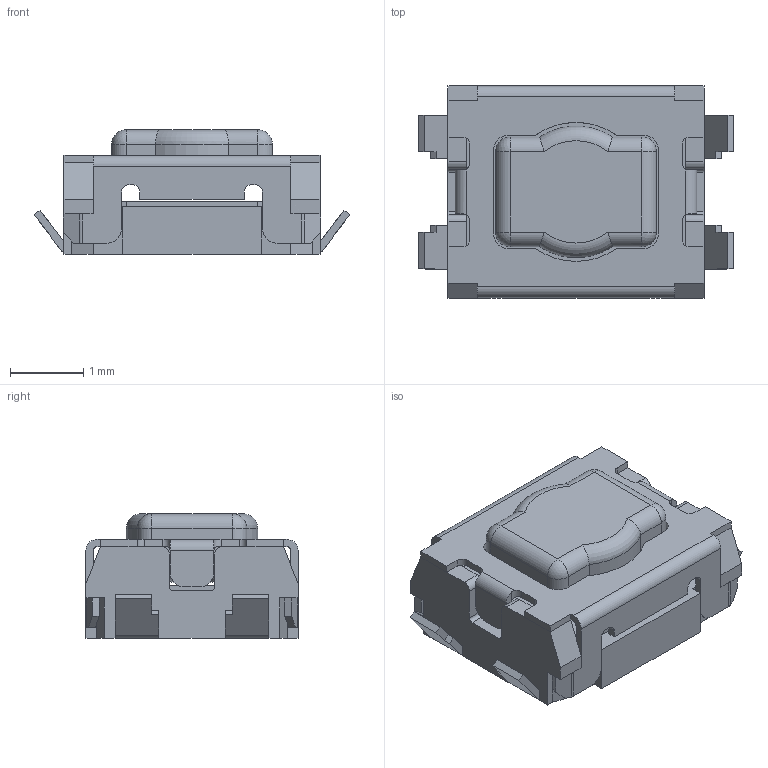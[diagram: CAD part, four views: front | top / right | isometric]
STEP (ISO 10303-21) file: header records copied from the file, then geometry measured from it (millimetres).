
FILE_DESCRIPTION(/* description */ (''),/* implementation_level */ '2;1');
FILE_NAME(/* name */ 'TL1030AFxxxQJ.stp',/* time_stamp */ '2024-05-06T11:21:27-05:00',/* author */ ('jsteinblock'),/* organization */ (''),/* preprocessor_version */ 'ST-DEVELOPER v18.1',/* originating_system */ 'Autodesk Inventor 2022',/* authorisation */ '');
FILE_SCHEMA (('AUTOMOTIVE_DESIGN { 1 0 10303 214 3 1 1 }'));
Length unit declared in the file: millimetre
Products named in the file (1): Part1
Bounding box: 4.31 x 2.9 x 1.7 mm (x, y, z)
Volume: 9.6 mm3; surface area: 83.5 mm2
Topology: 2 solids, 2 shells, 280 faces, 805 edges, 511 vertices
Faces by surface type: plane 198, cylinder 75, sphere 4, torus 2, bspline 1
Full cylindrical faces by diameter (mm): 0.8 x1
Entity records: 9241 total; most frequent: CARTESIAN_POINT 1747, ORIENTED_EDGE 1610, DIRECTION 1515, EDGE_CURVE 805, LINE 631, VECTOR 631, VERTEX_POINT 511, AXIS2_PLACEMENT_3D 442
